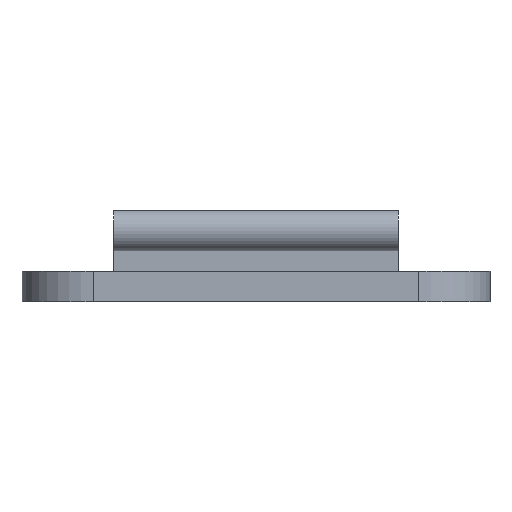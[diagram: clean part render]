
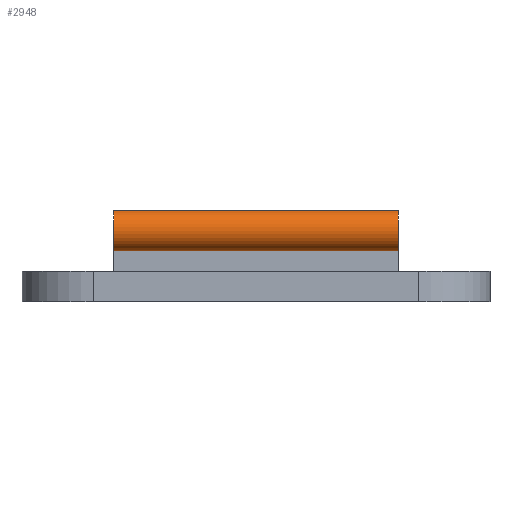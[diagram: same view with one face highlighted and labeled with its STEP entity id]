
A CAD part, left-side view. The second image highlights one B-rep face of the part: STEP entity #2948.
In plain terms, the highlighted cylindrical face has radius 2 mm (diameter 4 mm), a partial arc.
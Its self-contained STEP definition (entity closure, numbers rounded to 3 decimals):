
#452 = PLANE('',#453);
#453 = AXIS2_PLACEMENT_3D('',#454,#455,#456);
#454 = CARTESIAN_POINT('',(-39.554,14.,6.006));
#455 = DIRECTION('',(0.,1.,0.));
#456 = DIRECTION('',(0.,0.,1.));
#508 = PLANE('',#509);
#509 = AXIS2_PLACEMENT_3D('',#510,#511,#512);
#510 = CARTESIAN_POINT('',(-39.554,-14.,6.006));
#511 = DIRECTION('',(0.,1.,0.));
#512 = DIRECTION('',(0.,0.,1.));
#559 = PLANE('',#560);
#560 = AXIS2_PLACEMENT_3D('',#561,#562,#563);
#561 = CARTESIAN_POINT('',(-40.,14.,3.));
#562 = DIRECTION('',(-1.,0.,0.));
#563 = DIRECTION('',(0.,0.,1.));
#1744 = VERTEX_POINT('',#1745);
#1745 = CARTESIAN_POINT('',(-40.,14.,5.));
#1766 = EDGE_CURVE('',#1767,#1744,#1769,.T.);
#1767 = VERTEX_POINT('',#1768);
#1768 = CARTESIAN_POINT('',(-40.,14.,9.));
#1769 = SURFACE_CURVE('',#1770,(#1775,#1786),.PCURVE_S1.);
#1770 = CIRCLE('',#1771,2.);
#1771 = AXIS2_PLACEMENT_3D('',#1772,#1773,#1774);
#1772 = CARTESIAN_POINT('',(-40.,14.,7.));
#1773 = DIRECTION('',(0.,-1.,0.));
#1774 = DIRECTION('',(1.,0.,0.));
#1775 = PCURVE('',#452,#1776);
#1776 = DEFINITIONAL_REPRESENTATION('',(#1777),#1785);
#1777 = ( BOUNDED_CURVE() B_SPLINE_CURVE(2,(#1778,#1779,#1780,#1781,
#1782,#1783,#1784),.UNSPECIFIED.,.T.,.F.) B_SPLINE_CURVE_WITH_KNOTS((1,2
    ,2,2,2,1),(-2.094,0.,2.094,4.189,
6.283,8.378),.UNSPECIFIED.) CURVE() 
GEOMETRIC_REPRESENTATION_ITEM() RATIONAL_B_SPLINE_CURVE((1.,0.5,1.,0.5,
1.,0.5,1.)) REPRESENTATION_ITEM('') );
#1778 = CARTESIAN_POINT('',(0.994,1.554));
#1779 = CARTESIAN_POINT('',(4.458,1.554));
#1780 = CARTESIAN_POINT('',(2.726,-1.446));
#1781 = CARTESIAN_POINT('',(0.994,-4.446));
#1782 = CARTESIAN_POINT('',(-0.738,-1.446));
#1783 = CARTESIAN_POINT('',(-2.47,1.554));
#1784 = CARTESIAN_POINT('',(0.994,1.554));
#1785 = ( GEOMETRIC_REPRESENTATION_CONTEXT(2) 
PARAMETRIC_REPRESENTATION_CONTEXT() REPRESENTATION_CONTEXT('2D SPACE',''
  ) );
#1786 = PCURVE('',#1787,#1792);
#1787 = CYLINDRICAL_SURFACE('',#1788,2.);
#1788 = AXIS2_PLACEMENT_3D('',#1789,#1790,#1791);
#1789 = CARTESIAN_POINT('',(-40.,14.,7.));
#1790 = DIRECTION('',(0.,1.,0.));
#1791 = DIRECTION('',(1.,0.,0.));
#1792 = DEFINITIONAL_REPRESENTATION('',(#1793),#1797);
#1793 = LINE('',#1794,#1795);
#1794 = CARTESIAN_POINT('',(-0.,0.));
#1795 = VECTOR('',#1796,1.);
#1796 = DIRECTION('',(-1.,0.));
#1797 = ( GEOMETRIC_REPRESENTATION_CONTEXT(2) 
PARAMETRIC_REPRESENTATION_CONTEXT() REPRESENTATION_CONTEXT('2D SPACE',''
  ) );
#1815 = PLANE('',#1816);
#1816 = AXIS2_PLACEMENT_3D('',#1817,#1818,#1819);
#1817 = CARTESIAN_POINT('',(-40.,14.,9.));
#1818 = DIRECTION('',(0.,0.,1.));
#1819 = DIRECTION('',(1.,0.,0.));
#1913 = VERTEX_POINT('',#1914);
#1914 = CARTESIAN_POINT('',(-40.,-14.,5.));
#1935 = EDGE_CURVE('',#1744,#1913,#1936,.T.);
#1936 = SURFACE_CURVE('',#1937,(#1941,#1948),.PCURVE_S1.);
#1937 = LINE('',#1938,#1939);
#1938 = CARTESIAN_POINT('',(-40.,14.,5.));
#1939 = VECTOR('',#1940,1.);
#1940 = DIRECTION('',(0.,-1.,0.));
#1941 = PCURVE('',#559,#1942);
#1942 = DEFINITIONAL_REPRESENTATION('',(#1943),#1947);
#1943 = LINE('',#1944,#1945);
#1944 = CARTESIAN_POINT('',(2.,0.));
#1945 = VECTOR('',#1946,1.);
#1946 = DIRECTION('',(0.,-1.));
#1947 = ( GEOMETRIC_REPRESENTATION_CONTEXT(2) 
PARAMETRIC_REPRESENTATION_CONTEXT() REPRESENTATION_CONTEXT('2D SPACE',''
  ) );
#1948 = PCURVE('',#1787,#1949);
#1949 = DEFINITIONAL_REPRESENTATION('',(#1950),#1954);
#1950 = LINE('',#1951,#1952);
#1951 = CARTESIAN_POINT('',(-4.712,0.));
#1952 = VECTOR('',#1953,1.);
#1953 = DIRECTION('',(-0.,-1.));
#1954 = ( GEOMETRIC_REPRESENTATION_CONTEXT(2) 
PARAMETRIC_REPRESENTATION_CONTEXT() REPRESENTATION_CONTEXT('2D SPACE',''
  ) );
#1987 = EDGE_CURVE('',#1988,#1913,#1990,.T.);
#1988 = VERTEX_POINT('',#1989);
#1989 = CARTESIAN_POINT('',(-40.,-14.,9.));
#1990 = SURFACE_CURVE('',#1991,(#1996,#2007),.PCURVE_S1.);
#1991 = CIRCLE('',#1992,2.);
#1992 = AXIS2_PLACEMENT_3D('',#1993,#1994,#1995);
#1993 = CARTESIAN_POINT('',(-40.,-14.,7.));
#1994 = DIRECTION('',(0.,-1.,0.));
#1995 = DIRECTION('',(1.,0.,0.));
#1996 = PCURVE('',#508,#1997);
#1997 = DEFINITIONAL_REPRESENTATION('',(#1998),#2006);
#1998 = ( BOUNDED_CURVE() B_SPLINE_CURVE(2,(#1999,#2000,#2001,#2002,
#2003,#2004,#2005),.UNSPECIFIED.,.T.,.F.) B_SPLINE_CURVE_WITH_KNOTS((1,2
    ,2,2,2,1),(-2.094,0.,2.094,4.189,
6.283,8.378),.UNSPECIFIED.) CURVE() 
GEOMETRIC_REPRESENTATION_ITEM() RATIONAL_B_SPLINE_CURVE((1.,0.5,1.,0.5,
1.,0.5,1.)) REPRESENTATION_ITEM('') );
#1999 = CARTESIAN_POINT('',(0.994,1.554));
#2000 = CARTESIAN_POINT('',(4.458,1.554));
#2001 = CARTESIAN_POINT('',(2.726,-1.446));
#2002 = CARTESIAN_POINT('',(0.994,-4.446));
#2003 = CARTESIAN_POINT('',(-0.738,-1.446));
#2004 = CARTESIAN_POINT('',(-2.47,1.554));
#2005 = CARTESIAN_POINT('',(0.994,1.554));
#2006 = ( GEOMETRIC_REPRESENTATION_CONTEXT(2) 
PARAMETRIC_REPRESENTATION_CONTEXT() REPRESENTATION_CONTEXT('2D SPACE',''
  ) );
#2007 = PCURVE('',#1787,#2008);
#2008 = DEFINITIONAL_REPRESENTATION('',(#2009),#2013);
#2009 = LINE('',#2010,#2011);
#2010 = CARTESIAN_POINT('',(-0.,-28.));
#2011 = VECTOR('',#2012,1.);
#2012 = DIRECTION('',(-1.,0.));
#2013 = ( GEOMETRIC_REPRESENTATION_CONTEXT(2) 
PARAMETRIC_REPRESENTATION_CONTEXT() REPRESENTATION_CONTEXT('2D SPACE',''
  ) );
#2925 = EDGE_CURVE('',#1767,#1988,#2926,.T.);
#2926 = SURFACE_CURVE('',#2927,(#2931,#2938),.PCURVE_S1.);
#2927 = LINE('',#2928,#2929);
#2928 = CARTESIAN_POINT('',(-40.,14.,9.));
#2929 = VECTOR('',#2930,1.);
#2930 = DIRECTION('',(0.,-1.,0.));
#2931 = PCURVE('',#1815,#2932);
#2932 = DEFINITIONAL_REPRESENTATION('',(#2933),#2937);
#2933 = LINE('',#2934,#2935);
#2934 = CARTESIAN_POINT('',(0.,0.));
#2935 = VECTOR('',#2936,1.);
#2936 = DIRECTION('',(0.,-1.));
#2937 = ( GEOMETRIC_REPRESENTATION_CONTEXT(2) 
PARAMETRIC_REPRESENTATION_CONTEXT() REPRESENTATION_CONTEXT('2D SPACE',''
  ) );
#2938 = PCURVE('',#1787,#2939);
#2939 = DEFINITIONAL_REPRESENTATION('',(#2940),#2944);
#2940 = LINE('',#2941,#2942);
#2941 = CARTESIAN_POINT('',(-1.571,0.));
#2942 = VECTOR('',#2943,1.);
#2943 = DIRECTION('',(-0.,-1.));
#2944 = ( GEOMETRIC_REPRESENTATION_CONTEXT(2) 
PARAMETRIC_REPRESENTATION_CONTEXT() REPRESENTATION_CONTEXT('2D SPACE',''
  ) );
#2948 = ADVANCED_FACE('',(#2949),#1787,.T.);
#2949 = FACE_BOUND('',#2950,.F.);
#2950 = EDGE_LOOP('',(#2951,#2952,#2953,#2954));
#2951 = ORIENTED_EDGE('',*,*,#2925,.T.);
#2952 = ORIENTED_EDGE('',*,*,#1987,.T.);
#2953 = ORIENTED_EDGE('',*,*,#1935,.F.);
#2954 = ORIENTED_EDGE('',*,*,#1766,.F.);
